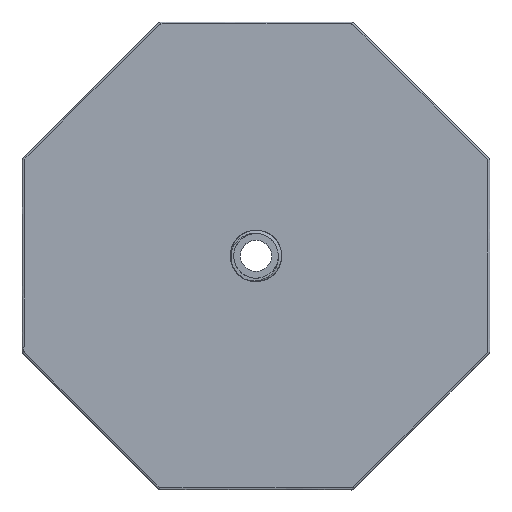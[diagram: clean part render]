
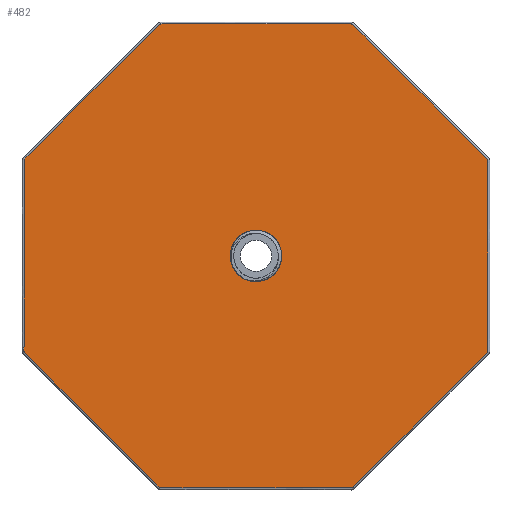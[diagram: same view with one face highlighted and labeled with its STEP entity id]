
A CAD part, top view. The second image highlights one B-rep face of the part: STEP entity #482.
In plain terms, the highlighted planar face has unit normal (0, 0, 1).
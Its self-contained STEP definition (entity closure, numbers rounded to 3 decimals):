
#311=PLANE('',#4862);
#482=ADVANCED_FACE('',(#1388,#1389),#311,.F.);
#1033=B_SPLINE_CURVE_WITH_KNOTS('',3,(#7152,#7153,#7154,#7155,#7156,#7157,
#7158,#7159,#7160,#7161,#7162,#7163,#7164,#7165,#7166,#7167,#7168,#7169,
#7170,#7171,#7172,#7173,#7174,#7175,#7176,#7177,#7178,#7179,#7180,#7181,
#7182,#7183,#7184,#7185,#7186,#7187,#7188,#7189,#7190,#7191,#7192,#7193,
#7194,#7195,#7196,#7197,#7198,#7199,#7200,#7201,#7202,#7203,#7204,#7205,
#7206,#7207,#7208,#7209,#7210,#7211,#7212,#7213,#7214,#7215,#7216,#7217,
#7218,#7219,#7220,#7221,#7222,#7223,#7224,#7225,#7226,#7227,#7228,#7229,
#7230,#7231,#7232,#7233,#7234,#7235,#7236,#7237,#7238,#7239,#7240),
 .UNSPECIFIED.,.T.,.F.,(2,2,1,1,1,1,2,2,2,1,1,1,1,2,2,2,1,1,1,1,1,2,2,2,
1,1,1,1,1,1,2,2,2,1,1,1,1,1,1,2,2,2,1,1,1,1,2,2,2,1,1,1,1,1,1,2,2,2,1,1,
1,1,1,1,2,2,1,1),(-0.002,0.,0.063,0.094,
0.109,0.117,0.121,0.123,0.125,
0.188,0.219,0.234,0.242,
0.244,0.245,0.246,0.25,
0.313,0.344,0.359,0.363,
0.365,0.367,0.369,0.371,
0.375,0.438,0.469,0.484,
0.488,0.49,0.492,0.494,
0.496,0.5,0.563,0.594,
0.609,0.613,0.615,0.616,
0.617,0.625,0.688,0.719,
0.734,0.742,0.743,0.744,
0.746,0.75,0.813,0.844,
0.859,0.867,0.869,0.87,
0.871,0.875,0.938,0.969,
0.984,0.992,0.996,0.998,1.,1.063,
1.094),.UNSPECIFIED.);
#1034=B_SPLINE_CURVE_WITH_KNOTS('',3,(#7242,#7243,#7244,#7245,#7246,#7247),
 .UNSPECIFIED.,.F.,.F.,(4,2,4),(0.,0.5,1.),.UNSPECIFIED.);
#1035=B_SPLINE_CURVE_WITH_KNOTS('',3,(#7252,#7253,#7254,#7255,#7256,#7257),
 .UNSPECIFIED.,.F.,.F.,(4,2,4),(0.,0.5,1.),.UNSPECIFIED.);
#1388=FACE_BOUND('',#1452,.T.);
#1389=FACE_BOUND('',#1453,.T.);
#1452=EDGE_LOOP('',(#2477));
#1453=EDGE_LOOP('',(#2478,#2479,#2480,#2481));
#2477=ORIENTED_EDGE('',*,*,#4335,.T.);
#2478=ORIENTED_EDGE('',*,*,#4336,.F.);
#2479=ORIENTED_EDGE('',*,*,#4337,.F.);
#2480=ORIENTED_EDGE('',*,*,#4338,.F.);
#2481=ORIENTED_EDGE('',*,*,#4339,.T.);
#3867=VERTEX_POINT('',#7241);
#3868=VERTEX_POINT('',#7248);
#3869=VERTEX_POINT('',#7249);
#3870=VERTEX_POINT('',#7251);
#3871=VERTEX_POINT('',#7258);
#4335=EDGE_CURVE('',#3867,#3867,#1033,.T.);
#4336=EDGE_CURVE('',#3868,#3869,#1034,.T.);
#4337=EDGE_CURVE('',#3870,#3868,#4835,.T.);
#4338=EDGE_CURVE('',#3871,#3870,#1035,.T.);
#4339=EDGE_CURVE('',#3871,#3869,#4836,.T.);
#4835=CIRCLE('',#4860,6.579);
#4836=CIRCLE('',#4861,5.723);
#4860=AXIS2_PLACEMENT_3D('',#7250,#5077,#5078);
#4861=AXIS2_PLACEMENT_3D('',#7259,#5079,#5080);
#4862=AXIS2_PLACEMENT_3D('',#7260,#5081,#5082);
#5077=DIRECTION('',(0.,0.,1.));
#5078=DIRECTION('',(1.,0.,0.));
#5079=DIRECTION('',(0.,0.,-1.));
#5080=DIRECTION('',(-1.,0.,0.));
#5081=DIRECTION('',(0.,0.,-1.));
#5082=DIRECTION('',(-1.,0.,0.));
#7152=CARTESIAN_POINT('',(391.482,195.77,6.));
#7153=CARTESIAN_POINT('',(385.401,189.689,6.));
#7154=CARTESIAN_POINT('',(376.556,180.844,6.));
#7155=CARTESIAN_POINT('',(366.237,170.525,6.));
#7156=CARTESIAN_POINT('',(361.078,165.366,6.));
#7157=CARTESIAN_POINT('',(358.498,162.786,6.));
#7158=CARTESIAN_POINT('',(357.392,161.68,6.));
#7159=CARTESIAN_POINT('',(356.84,161.127,6.));
#7160=CARTESIAN_POINT('',(356.601,160.952,6.));
#7161=CARTESIAN_POINT('',(356.579,160.431,6.));
#7162=CARTESIAN_POINT('',(356.59,160.169,6.));
#7163=CARTESIAN_POINT('',(356.59,151.541,6.));
#7164=CARTESIAN_POINT('',(356.59,138.99,6.));
#7165=CARTESIAN_POINT('',(356.59,124.349,6.));
#7166=CARTESIAN_POINT('',(356.59,117.028,6.));
#7167=CARTESIAN_POINT('',(356.59,113.629,6.));
#7168=CARTESIAN_POINT('',(356.59,112.321,6.));
#7169=CARTESIAN_POINT('',(356.59,111.929,6.));
#7170=CARTESIAN_POINT('',(356.573,111.796,6.));
#7171=CARTESIAN_POINT('',(356.639,111.54,6.));
#7172=CARTESIAN_POINT('',(356.735,111.442,6.));
#7173=CARTESIAN_POINT('',(357.2,110.976,6.));
#7174=CARTESIAN_POINT('',(363.526,104.651,6.));
#7175=CARTESIAN_POINT('',(372.828,95.348,6.));
#7176=CARTESIAN_POINT('',(383.247,84.929,6.));
#7177=CARTESIAN_POINT('',(388.085,80.091,6.));
#7178=CARTESIAN_POINT('',(390.132,78.045,6.));
#7179=CARTESIAN_POINT('',(390.69,77.487,6.));
#7180=CARTESIAN_POINT('',(391.062,77.114,6.));
#7181=CARTESIAN_POINT('',(391.216,76.874,6.));
#7182=CARTESIAN_POINT('',(391.696,76.67,6.));
#7183=CARTESIAN_POINT('',(391.967,76.732,6.));
#7184=CARTESIAN_POINT('',(392.482,76.732,6.));
#7185=CARTESIAN_POINT('',(393.253,76.732,6.));
#7186=CARTESIAN_POINT('',(402.255,76.732,6.));
#7187=CARTESIAN_POINT('',(415.116,76.732,6.));
#7188=CARTESIAN_POINT('',(429.519,76.732,6.));
#7189=CARTESIAN_POINT('',(436.207,76.732,6.));
#7190=CARTESIAN_POINT('',(439.036,76.732,6.));
#7191=CARTESIAN_POINT('',(439.807,76.732,6.));
#7192=CARTESIAN_POINT('',(440.322,76.732,6.));
#7193=CARTESIAN_POINT('',(440.607,76.675,6.));
#7194=CARTESIAN_POINT('',(441.028,76.973,6.));
#7195=CARTESIAN_POINT('',(441.188,77.184,6.));
#7196=CARTESIAN_POINT('',(441.554,77.55,6.));
#7197=CARTESIAN_POINT('',(442.102,78.099,6.));
#7198=CARTESIAN_POINT('',(448.502,84.499,6.));
#7199=CARTESIAN_POINT('',(457.645,93.642,6.));
#7200=CARTESIAN_POINT('',(467.885,103.882,6.));
#7201=CARTESIAN_POINT('',(472.64,108.636,6.));
#7202=CARTESIAN_POINT('',(474.651,110.648,6.));
#7203=CARTESIAN_POINT('',(475.2,111.196,6.));
#7204=CARTESIAN_POINT('',(475.474,111.47,6.));
#7205=CARTESIAN_POINT('',(475.558,111.576,6.));
#7206=CARTESIAN_POINT('',(475.605,111.826,6.));
#7207=CARTESIAN_POINT('',(475.59,111.953,6.));
#7208=CARTESIAN_POINT('',(475.59,113.086,6.));
#7209=CARTESIAN_POINT('',(475.59,122.152,6.));
#7210=CARTESIAN_POINT('',(475.59,135.247,6.));
#7211=CARTESIAN_POINT('',(475.59,149.349,6.));
#7212=CARTESIAN_POINT('',(475.59,156.4,6.));
#7213=CARTESIAN_POINT('',(475.59,159.422,6.));
#7214=CARTESIAN_POINT('',(475.59,160.555,6.));
#7215=CARTESIAN_POINT('',(475.605,160.684,6.));
#7216=CARTESIAN_POINT('',(475.538,160.925,6.));
#7217=CARTESIAN_POINT('',(475.447,161.021,6.));
#7218=CARTESIAN_POINT('',(475.179,161.289,6.));
#7219=CARTESIAN_POINT('',(474.642,161.825,6.));
#7220=CARTESIAN_POINT('',(468.385,168.083,6.));
#7221=CARTESIAN_POINT('',(459.445,177.023,6.));
#7222=CARTESIAN_POINT('',(449.432,187.036,6.));
#7223=CARTESIAN_POINT('',(444.426,192.042,6.));
#7224=CARTESIAN_POINT('',(442.101,194.366,6.));
#7225=CARTESIAN_POINT('',(441.207,195.26,6.));
#7226=CARTESIAN_POINT('',(440.939,195.529,6.));
#7227=CARTESIAN_POINT('',(440.856,195.63,6.));
#7228=CARTESIAN_POINT('',(440.629,195.738,6.));
#7229=CARTESIAN_POINT('',(440.499,195.732,6.));
#7230=CARTESIAN_POINT('',(439.879,195.732,6.));
#7231=CARTESIAN_POINT('',(431.445,195.732,6.));
#7232=CARTESIAN_POINT('',(419.043,195.732,6.));
#7233=CARTESIAN_POINT('',(405.152,195.732,6.));
#7234=CARTESIAN_POINT('',(398.206,195.732,6.));
#7235=CARTESIAN_POINT('',(394.734,195.732,6.));
#7236=CARTESIAN_POINT('',(392.997,195.732,6.));
#7237=CARTESIAN_POINT('',(392.253,195.732,6.));
#7238=CARTESIAN_POINT('',(391.757,195.732,6.));
#7239=CARTESIAN_POINT('',(391.482,195.77,6.));
#7240=CARTESIAN_POINT('',(385.401,189.689,6.));
#7241=CARTESIAN_POINT('',(391.298,195.586,6.));
#7242=CARTESIAN_POINT('',(419.156,130.411,6.));
#7243=CARTESIAN_POINT('',(421.003,131.537,6.));
#7244=CARTESIAN_POINT('',(422.216,133.594,6.));
#7245=CARTESIAN_POINT('',(422.26,137.936,6.));
#7246=CARTESIAN_POINT('',(421.059,140.045,6.));
#7247=CARTESIAN_POINT('',(419.144,141.071,6.));
#7248=CARTESIAN_POINT('',(419.156,130.411,6.));
#7249=CARTESIAN_POINT('',(419.144,141.071,6.));
#7250=CARTESIAN_POINT('',(416.09,136.232,6.));
#7251=CARTESIAN_POINT('',(414.783,129.785,6.));
#7252=CARTESIAN_POINT('',(411.803,140.023,6.));
#7253=CARTESIAN_POINT('',(410.256,138.505,6.));
#7254=CARTESIAN_POINT('',(409.699,136.116,6.));
#7255=CARTESIAN_POINT('',(410.939,132.009,6.));
#7256=CARTESIAN_POINT('',(412.69,130.346,6.));
#7257=CARTESIAN_POINT('',(414.783,129.785,6.));
#7258=CARTESIAN_POINT('',(411.803,140.023,6.));
#7259=CARTESIAN_POINT('',(416.09,136.232,6.));
#7260=CARTESIAN_POINT('',(421.072,76.232,6.));
